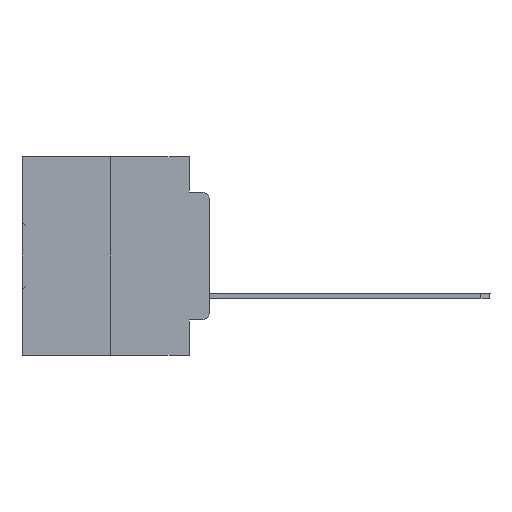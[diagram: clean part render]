
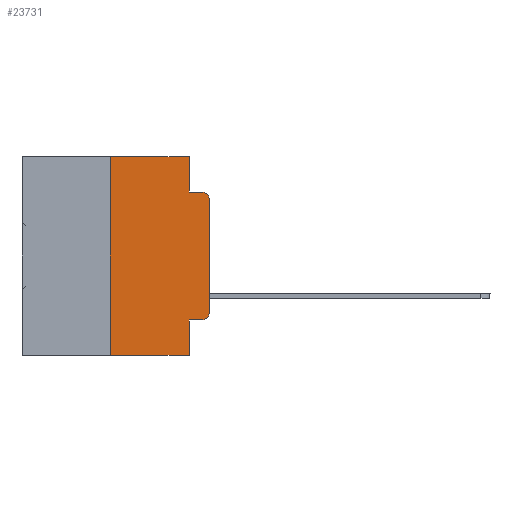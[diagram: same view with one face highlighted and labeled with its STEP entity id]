
A CAD part, left-side view. The second image highlights one B-rep face of the part: STEP entity #23731.
In plain terms, the highlighted planar face has unit normal (-1, 0, 0).
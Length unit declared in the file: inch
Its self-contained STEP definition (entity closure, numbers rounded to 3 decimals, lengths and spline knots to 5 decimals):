
#328 = DIRECTION ( 'NONE',  ( 0., -1., 0. ) ) ;
#586 = EDGE_CURVE ( 'NONE', #33061, #26249, #7634, .T. ) ;
#1128 = CARTESIAN_POINT ( 'NONE',  ( 0., 0.25, 0. ) ) ;
#3818 = LINE ( 'NONE', #34853, #18438 ) ;
#3987 = VECTOR ( 'NONE', #27671, 39.37008 ) ;
#4024 = VECTOR ( 'NONE', #36684, 39.37008 ) ;
#4043 = CARTESIAN_POINT ( 'NONE',  ( 0., 0.02, -0.0885 ) ) ;
#4763 = EDGE_LOOP ( 'NONE', ( #28661, #26820, #7812, #15987, #14155, #35517, #20980, #24365, #7624, #34766 ) ) ;
#4776 = CARTESIAN_POINT ( 'NONE',  ( 0., 0.051, -0.5 ) ) ;
#4847 = VERTEX_POINT ( 'NONE', #34400 ) ;
#4935 = LINE ( 'NONE', #16419, #28266 ) ;
#5294 = CARTESIAN_POINT ( 'NONE',  ( 0., 0.473, -0.5 ) ) ;
#6337 = DIRECTION ( 'NONE',  ( 0., 0., -1. ) ) ;
#7624 = ORIENTED_EDGE ( 'NONE', *, *, #586, .T. ) ;
#7634 = LINE ( 'NONE', #33215, #32386 ) ;
#7783 = VERTEX_POINT ( 'NONE', #36643 ) ;
#7812 = ORIENTED_EDGE ( 'NONE', *, *, #32982, .F. ) ;
#9145 = LINE ( 'NONE', #28930, #15488 ) ;
#9771 = LINE ( 'NONE', #1128, #3987 ) ;
#9837 = FACE_OUTER_BOUND ( 'NONE', #4763, .T. ) ;
#12671 = DIRECTION ( 'NONE',  ( 1., 0., 0. ) ) ;
#14155 = ORIENTED_EDGE ( 'NONE', *, *, #21690, .F. ) ;
#14612 = DIRECTION ( 'NONE',  ( -1., 0., 0. ) ) ;
#14711 = CIRCLE ( 'NONE', #33350, 0.02 ) ;
#14927 = DIRECTION ( 'NONE',  ( 0., 0., -1. ) ) ;
#15488 = VECTOR ( 'NONE', #328, 39.37008 ) ;
#15619 = LINE ( 'NONE', #30119, #17109 ) ;
#15987 = ORIENTED_EDGE ( 'NONE', *, *, #23478, .F. ) ;
#16419 = CARTESIAN_POINT ( 'NONE',  ( 0., 0.051, 0. ) ) ;
#17109 = VECTOR ( 'NONE', #27137, 39.37008 ) ;
#18438 = VECTOR ( 'NONE', #26437, 39.37008 ) ;
#18788 = AXIS2_PLACEMENT_3D ( 'NONE', #27938, #19655, #30931 ) ;
#19123 = EDGE_CURVE ( 'NONE', #7783, #4847, #3818, .T. ) ;
#19485 = LINE ( 'NONE', #27597, #31236 ) ;
#19655 = DIRECTION ( 'NONE',  ( -1., 0., 0. ) ) ;
#20980 = ORIENTED_EDGE ( 'NONE', *, *, #35372, .T. ) ;
#21116 = VERTEX_POINT ( 'NONE', #31048 ) ;
#21379 = VERTEX_POINT ( 'NONE', #33072 ) ;
#21690 = EDGE_CURVE ( 'NONE', #21379, #25107, #9145, .T. ) ;
#21773 = DIRECTION ( 'NONE',  ( 0., 0., -1. ) ) ;
#23478 = EDGE_CURVE ( 'NONE', #25107, #21116, #19485, .T. ) ;
#23731 = ADVANCED_FACE ( 'NONE', ( #9837 ), #32229, .F. ) ;
#23939 = EDGE_CURVE ( 'NONE', #33061, #27027, #4935, .T. ) ;
#24365 = ORIENTED_EDGE ( 'NONE', *, *, #23939, .F. ) ;
#24737 = CARTESIAN_POINT ( 'NONE',  ( 0., 0.051, 0. ) ) ;
#25107 = VERTEX_POINT ( 'NONE', #24737 ) ;
#25848 = VERTEX_POINT ( 'NONE', #32519 ) ;
#26249 = VERTEX_POINT ( 'NONE', #36632 ) ;
#26437 = DIRECTION ( 'NONE',  ( 0., 0., 1. ) ) ;
#26820 = ORIENTED_EDGE ( 'NONE', *, *, #33742, .T. ) ;
#27027 = VERTEX_POINT ( 'NONE', #4776 ) ;
#27137 = DIRECTION ( 'NONE',  ( 0., -1., 0. ) ) ;
#27503 = CARTESIAN_POINT ( 'NONE',  ( 0., 0.051, -0.4115 ) ) ;
#27597 = CARTESIAN_POINT ( 'NONE',  ( 0., 0.051, 0. ) ) ;
#27671 = DIRECTION ( 'NONE',  ( 0., 0., 1. ) ) ;
#27911 = DIRECTION ( 'NONE',  ( 0., 0., -1. ) ) ;
#27938 = CARTESIAN_POINT ( 'NONE',  ( 0., 0.02, -0.3915 ) ) ;
#28266 = VECTOR ( 'NONE', #27911, 39.37008 ) ;
#28661 = ORIENTED_EDGE ( 'NONE', *, *, #19123, .T. ) ;
#28930 = CARTESIAN_POINT ( 'NONE',  ( 0., 0.473, 0. ) ) ;
#29680 = EDGE_CURVE ( 'NONE', #26249, #7783, #34367, .T. ) ;
#30119 = CARTESIAN_POINT ( 'NONE',  ( 0., 0.051, -0.0885 ) ) ;
#30931 = DIRECTION ( 'NONE',  ( 0., 0., -1. ) ) ;
#30953 = DIRECTION ( 'NONE',  ( 0., -1., 0. ) ) ;
#31048 = CARTESIAN_POINT ( 'NONE',  ( 0., 0.051, -0.0885 ) ) ;
#31069 = LINE ( 'NONE', #5294, #4024 ) ;
#31236 = VECTOR ( 'NONE', #21773, 39.37008 ) ;
#32060 = CARTESIAN_POINT ( 'NONE',  ( 0., 0.473, 0. ) ) ;
#32104 = CARTESIAN_POINT ( 'NONE',  ( 0., 0.02, -0.1085 ) ) ;
#32229 = PLANE ( 'NONE',  #32433 ) ;
#32386 = VECTOR ( 'NONE', #30953, 39.37008 ) ;
#32433 = AXIS2_PLACEMENT_3D ( 'NONE', #32060, #12671, #14927 ) ;
#32519 = CARTESIAN_POINT ( 'NONE',  ( 0., 0.25, -0.5 ) ) ;
#32982 = EDGE_CURVE ( 'NONE', #21116, #35975, #15619, .T. ) ;
#33061 = VERTEX_POINT ( 'NONE', #27503 ) ;
#33072 = CARTESIAN_POINT ( 'NONE',  ( 0., 0.25, 0. ) ) ;
#33215 = CARTESIAN_POINT ( 'NONE',  ( 0., 0.051, -0.4115 ) ) ;
#33350 = AXIS2_PLACEMENT_3D ( 'NONE', #32104, #14612, #6337 ) ;
#33742 = EDGE_CURVE ( 'NONE', #4847, #35975, #14711, .T. ) ;
#34367 = CIRCLE ( 'NONE', #18788, 0.02 ) ;
#34400 = CARTESIAN_POINT ( 'NONE',  ( 0., 0., -0.1085 ) ) ;
#34766 = ORIENTED_EDGE ( 'NONE', *, *, #29680, .T. ) ;
#34853 = CARTESIAN_POINT ( 'NONE',  ( 0., 0., 0. ) ) ;
#35372 = EDGE_CURVE ( 'NONE', #25848, #27027, #31069, .T. ) ;
#35517 = ORIENTED_EDGE ( 'NONE', *, *, #36861, .F. ) ;
#35975 = VERTEX_POINT ( 'NONE', #4043 ) ;
#36632 = CARTESIAN_POINT ( 'NONE',  ( 0., 0.02, -0.4115 ) ) ;
#36643 = CARTESIAN_POINT ( 'NONE',  ( 0., 0., -0.3915 ) ) ;
#36684 = DIRECTION ( 'NONE',  ( 0., -1., 0. ) ) ;
#36861 = EDGE_CURVE ( 'NONE', #25848, #21379, #9771, .T. ) ;
